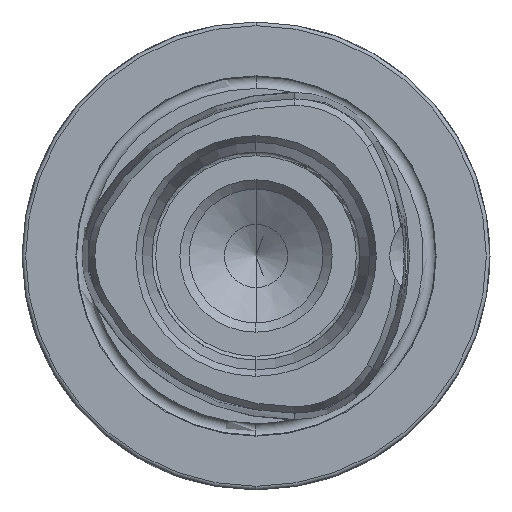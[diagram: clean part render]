
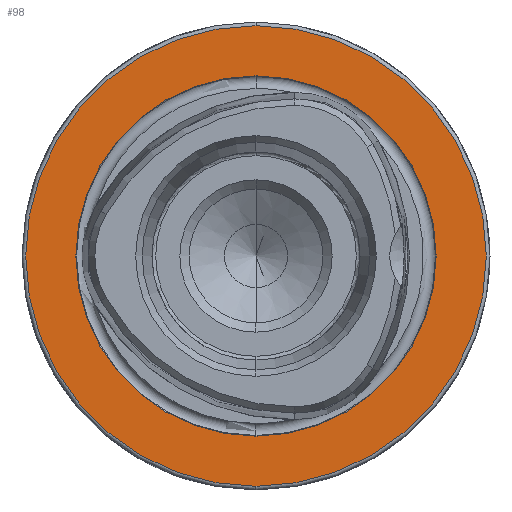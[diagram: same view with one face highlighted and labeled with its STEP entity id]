
A CAD part, left-side view. The second image highlights one B-rep face of the part: STEP entity #98.
In plain terms, the highlighted planar face has unit normal (-1, 0, 0).
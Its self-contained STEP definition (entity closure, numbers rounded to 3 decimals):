
#98 = ADVANCED_FACE ( 'NONE', ( #356, #349 ), #1634, .F. ) ;
#349 = FACE_OUTER_BOUND ( 'NONE', #1901, .T. ) ;
#356 = FACE_BOUND ( 'NONE', #1909, .T. ) ;
#1400 = AXIS2_PLACEMENT_3D ( 'NONE', #1626, #1636, #1637 ) ;
#1626 = CARTESIAN_POINT ( 'NONE',  ( 0., 24.25, 0. ) ) ;
#1634 = PLANE ( 'NONE',  #1400 ) ;
#1636 = DIRECTION ( 'NONE',  ( 1., 0., 0. ) ) ;
#1637 = DIRECTION ( 'NONE',  ( 0., 0., -1. ) ) ;
#1901 = EDGE_LOOP ( 'NONE', ( #1961, #1962 ) ) ;
#1909 = EDGE_LOOP ( 'NONE', ( #1959, #1960 ) ) ;
#1959 = ORIENTED_EDGE ( 'NONE', *, *, #2537, .F. ) ;
#1960 = ORIENTED_EDGE ( 'NONE', *, *, #6889, .F. ) ;
#1961 = ORIENTED_EDGE ( 'NONE', *, *, #6893, .T. ) ;
#1962 = ORIENTED_EDGE ( 'NONE', *, *, #2536, .T. ) ;
#2536 = EDGE_CURVE ( 'NONE', #9201, #9200, #8087, .T. ) ;
#2537 = EDGE_CURVE ( 'NONE', #9198, #9197, #8088, .T. ) ;
#3609 = CIRCLE ( 'NONE', #7380, 24.25 ) ;
#3616 = CIRCLE ( 'NONE', #7383, 31. ) ;
#4523 = CARTESIAN_POINT ( 'NONE',  ( 0., 0., 0. ) ) ;
#4524 = DIRECTION ( 'NONE',  ( -1., 0., 0. ) ) ;
#4525 = DIRECTION ( 'NONE',  ( 0., 0., 1. ) ) ;
#4534 = CARTESIAN_POINT ( 'NONE',  ( 0., 0., 0. ) ) ;
#4535 = DIRECTION ( 'NONE',  ( -1., 0., 0. ) ) ;
#4536 = DIRECTION ( 'NONE',  ( 0., 0., 1. ) ) ;
#6104 = CARTESIAN_POINT ( 'NONE',  ( 0., 0., -24.25 ) ) ;
#6105 = CARTESIAN_POINT ( 'NONE',  ( 0., 0., 24.25 ) ) ;
#6107 = CARTESIAN_POINT ( 'NONE',  ( 0., 0., 31. ) ) ;
#6108 = CARTESIAN_POINT ( 'NONE',  ( 0., 0., -31. ) ) ;
#6889 = EDGE_CURVE ( 'NONE', #9197, #9198, #3609, .T. ) ;
#6893 = EDGE_CURVE ( 'NONE', #9200, #9201, #3616, .T. ) ;
#7236 = AXIS2_PLACEMENT_3D ( 'NONE', #8553, #8554, #8555 ) ;
#7237 = AXIS2_PLACEMENT_3D ( 'NONE', #8557, #8558, #8559 ) ;
#7380 = AXIS2_PLACEMENT_3D ( 'NONE', #4523, #4524, #4525 ) ;
#7383 = AXIS2_PLACEMENT_3D ( 'NONE', #4534, #4535, #4536 ) ;
#8087 = CIRCLE ( 'NONE', #7236, 31. ) ;
#8088 = CIRCLE ( 'NONE', #7237, 24.25 ) ;
#8553 = CARTESIAN_POINT ( 'NONE',  ( 0., 0., 0. ) ) ;
#8554 = DIRECTION ( 'NONE',  ( -1., 0., 0. ) ) ;
#8555 = DIRECTION ( 'NONE',  ( 0., 0., 1. ) ) ;
#8557 = CARTESIAN_POINT ( 'NONE',  ( 0., 0., 0. ) ) ;
#8558 = DIRECTION ( 'NONE',  ( -1., 0., 0. ) ) ;
#8559 = DIRECTION ( 'NONE',  ( 0., 0., 1. ) ) ;
#9197 = VERTEX_POINT ( 'NONE', #6104 ) ;
#9198 = VERTEX_POINT ( 'NONE', #6105 ) ;
#9200 = VERTEX_POINT ( 'NONE', #6107 ) ;
#9201 = VERTEX_POINT ( 'NONE', #6108 ) ;
